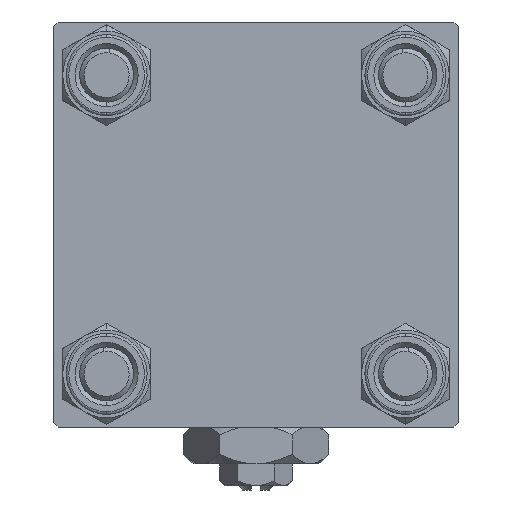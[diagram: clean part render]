
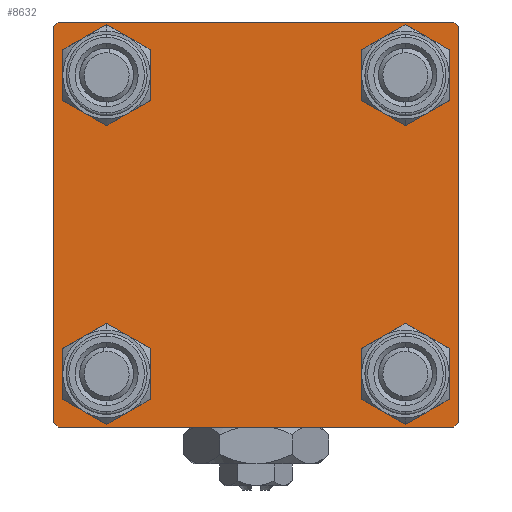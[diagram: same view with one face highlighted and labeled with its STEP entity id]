
A CAD part, left-side view. The second image highlights one B-rep face of the part: STEP entity #8632.
In plain terms, the highlighted planar face has unit normal (-1, 0, 0).
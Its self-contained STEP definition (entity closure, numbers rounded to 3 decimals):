
#27 = VECTOR ( 'NONE', #38181, 1000. ) ;
#1349 = DIRECTION ( 'NONE',  ( 0., 0., 1. ) ) ;
#1608 = VERTEX_POINT ( 'NONE', #27657 ) ;
#1734 = VERTEX_POINT ( 'NONE', #36608 ) ;
#1754 = CARTESIAN_POINT ( 'NONE',  ( 0., 22.5, 22.5 ) ) ;
#2071 = FACE_BOUND ( 'NONE', #8520, .T. ) ;
#2092 = VECTOR ( 'NONE', #14686, 1000. ) ;
#2340 = ORIENTED_EDGE ( 'NONE', *, *, #22667, .T. ) ;
#2369 = LINE ( 'NONE', #18487, #26336 ) ;
#2429 = CARTESIAN_POINT ( 'NONE',  ( 0., 16.6, 16.6 ) ) ;
#2932 = EDGE_LOOP ( 'NONE', ( #43727, #22617 ) ) ;
#3323 = CARTESIAN_POINT ( 'NONE',  ( 0., 16.6, 16.6 ) ) ;
#3520 = VECTOR ( 'NONE', #32352, 1000. ) ;
#4487 = ORIENTED_EDGE ( 'NONE', *, *, #48923, .F. ) ;
#4728 = AXIS2_PLACEMENT_3D ( 'NONE', #3323, #7542, #27617 ) ;
#4753 = DIRECTION ( 'NONE',  ( 0., -1., 0. ) ) ;
#4866 = VECTOR ( 'NONE', #4753, 1000. ) ;
#5310 = EDGE_CURVE ( 'NONE', #19321, #45821, #20229, .T. ) ;
#5703 = EDGE_CURVE ( 'NONE', #18138, #35811, #2369, .T. ) ;
#5850 = CARTESIAN_POINT ( 'NONE',  ( 0., -22., -22.5 ) ) ;
#5966 = AXIS2_PLACEMENT_3D ( 'NONE', #11053, #12097, #51924 ) ;
#6421 = CIRCLE ( 'NONE', #4728, 3.5 ) ;
#6549 = FACE_BOUND ( 'NONE', #2932, .T. ) ;
#7250 = EDGE_CURVE ( 'NONE', #35092, #1608, #44037, .T. ) ;
#7542 = DIRECTION ( 'NONE',  ( 1., 0., 0. ) ) ;
#7619 = VERTEX_POINT ( 'NONE', #25776 ) ;
#7657 = AXIS2_PLACEMENT_3D ( 'NONE', #2429, #49921, #21738 ) ;
#7914 = VERTEX_POINT ( 'NONE', #46254 ) ;
#7947 = CARTESIAN_POINT ( 'NONE',  ( 0., 22., -22.5 ) ) ;
#8042 = ORIENTED_EDGE ( 'NONE', *, *, #41214, .T. ) ;
#8520 = EDGE_LOOP ( 'NONE', ( #2340, #14452 ) ) ;
#8573 = CARTESIAN_POINT ( 'NONE',  ( 0., -22.5, -22. ) ) ;
#8632 = ADVANCED_FACE ( 'NONE', ( #26622, #18705, #6549, #2071, #23190 ), #35053, .T. ) ;
#8641 = VECTOR ( 'NONE', #47114, 1000. ) ;
#8728 = LINE ( 'NONE', #30649, #49201 ) ;
#8945 = CARTESIAN_POINT ( 'NONE',  ( 0., 22.5, -22. ) ) ;
#9327 = CIRCLE ( 'NONE', #5966, 3.5 ) ;
#9529 = VERTEX_POINT ( 'NONE', #17579 ) ;
#10442 = DIRECTION ( 'NONE',  ( 0., 0., 1. ) ) ;
#10612 = EDGE_CURVE ( 'NONE', #33119, #38168, #8728, .T. ) ;
#10968 = CARTESIAN_POINT ( 'NONE',  ( 0., 22.5, 22.5 ) ) ;
#11053 = CARTESIAN_POINT ( 'NONE',  ( 0., 16.6, -16.6 ) ) ;
#12097 = DIRECTION ( 'NONE',  ( 1., 0., 0. ) ) ;
#12773 = CARTESIAN_POINT ( 'NONE',  ( 0., -16.6, 13.1 ) ) ;
#12813 = CARTESIAN_POINT ( 'NONE',  ( 0., 16.6, -16.6 ) ) ;
#13282 = ORIENTED_EDGE ( 'NONE', *, *, #37287, .T. ) ;
#13304 = EDGE_LOOP ( 'NONE', ( #48460, #14962, #8042, #22840, #4487, #14479, #16090, #15808 ) ) ;
#13490 = EDGE_CURVE ( 'NONE', #23432, #1734, #50027, .T. ) ;
#14429 = CARTESIAN_POINT ( 'NONE',  ( 0., -22.5, 22.5 ) ) ;
#14452 = ORIENTED_EDGE ( 'NONE', *, *, #33831, .T. ) ;
#14479 = ORIENTED_EDGE ( 'NONE', *, *, #45929, .T. ) ;
#14686 = DIRECTION ( 'NONE',  ( 0., 0., -1. ) ) ;
#14962 = ORIENTED_EDGE ( 'NONE', *, *, #5310, .T. ) ;
#15608 = EDGE_CURVE ( 'NONE', #35811, #19321, #46589, .T. ) ;
#15808 = ORIENTED_EDGE ( 'NONE', *, *, #5703, .T. ) ;
#16090 = ORIENTED_EDGE ( 'NONE', *, *, #21269, .F. ) ;
#17210 = AXIS2_PLACEMENT_3D ( 'NONE', #18114, #50265, #10442 ) ;
#17579 = CARTESIAN_POINT ( 'NONE',  ( 0., 16.6, -20.1 ) ) ;
#17899 = EDGE_CURVE ( 'NONE', #37843, #9529, #33463, .T. ) ;
#18019 = DIRECTION ( 'NONE',  ( 0., 0., 1. ) ) ;
#18114 = CARTESIAN_POINT ( 'NONE',  ( 0., -16.6, 16.6 ) ) ;
#18138 = VERTEX_POINT ( 'NONE', #50835 ) ;
#18487 = CARTESIAN_POINT ( 'NONE',  ( 0., 22.25, 22.25 ) ) ;
#18705 = FACE_BOUND ( 'NONE', #52028, .T. ) ;
#18745 = CARTESIAN_POINT ( 'NONE',  ( 0., -22.25, 22.25 ) ) ;
#19321 = VERTEX_POINT ( 'NONE', #8945 ) ;
#20229 = LINE ( 'NONE', #40773, #3520 ) ;
#20925 = EDGE_CURVE ( 'NONE', #9529, #37843, #9327, .T. ) ;
#20963 = CARTESIAN_POINT ( 'NONE',  ( 0., -16.6, -13.1 ) ) ;
#21269 = EDGE_CURVE ( 'NONE', #18138, #7914, #34745, .T. ) ;
#21442 = DIRECTION ( 'NONE',  ( 1., 0., 0. ) ) ;
#21738 = DIRECTION ( 'NONE',  ( 0., 0., 1. ) ) ;
#22617 = ORIENTED_EDGE ( 'NONE', *, *, #20925, .T. ) ;
#22667 = EDGE_CURVE ( 'NONE', #7619, #32823, #42239, .T. ) ;
#22669 = CARTESIAN_POINT ( 'NONE',  ( 0., 0., 0. ) ) ;
#22774 = DIRECTION ( 'NONE',  ( 1., 0., 0. ) ) ;
#22840 = ORIENTED_EDGE ( 'NONE', *, *, #10612, .T. ) ;
#23073 = EDGE_LOOP ( 'NONE', ( #31455, #28696 ) ) ;
#23190 = FACE_OUTER_BOUND ( 'NONE', #13304, .T. ) ;
#23432 = VERTEX_POINT ( 'NONE', #12773 ) ;
#24828 = CARTESIAN_POINT ( 'NONE',  ( 0., 22.5, -22.5 ) ) ;
#24840 = DIRECTION ( 'NONE',  ( 0., -0.707, 0.707 ) ) ;
#25153 = CIRCLE ( 'NONE', #48690, 3.5 ) ;
#25776 = CARTESIAN_POINT ( 'NONE',  ( 0., 16.6, 20.1 ) ) ;
#25939 = CARTESIAN_POINT ( 'NONE',  ( 0., -16.6, 16.6 ) ) ;
#26336 = VECTOR ( 'NONE', #29316, 1000. ) ;
#26622 = FACE_BOUND ( 'NONE', #23073, .T. ) ;
#27590 = AXIS2_PLACEMENT_3D ( 'NONE', #12813, #40490, #28907 ) ;
#27617 = DIRECTION ( 'NONE',  ( 0., 0., 1. ) ) ;
#27657 = CARTESIAN_POINT ( 'NONE',  ( 0., -16.6, -20.1 ) ) ;
#27887 = VERTEX_POINT ( 'NONE', #50522 ) ;
#28696 = ORIENTED_EDGE ( 'NONE', *, *, #13490, .T. ) ;
#28907 = DIRECTION ( 'NONE',  ( 0., 0., 1. ) ) ;
#29316 = DIRECTION ( 'NONE',  ( 0., 0.707, -0.707 ) ) ;
#29793 = AXIS2_PLACEMENT_3D ( 'NONE', #22669, #51120, #38729 ) ;
#30649 = CARTESIAN_POINT ( 'NONE',  ( 0., -22.25, -22.25 ) ) ;
#31455 = ORIENTED_EDGE ( 'NONE', *, *, #42163, .T. ) ;
#32352 = DIRECTION ( 'NONE',  ( 0., -0.707, -0.707 ) ) ;
#32823 = VERTEX_POINT ( 'NONE', #48471 ) ;
#33119 = VERTEX_POINT ( 'NONE', #5850 ) ;
#33463 = CIRCLE ( 'NONE', #27590, 3.5 ) ;
#33513 = LINE ( 'NONE', #24828, #4866 ) ;
#33831 = EDGE_CURVE ( 'NONE', #32823, #7619, #6421, .T. ) ;
#34023 = CARTESIAN_POINT ( 'NONE',  ( 0., 16.6, -13.1 ) ) ;
#34613 = DIRECTION ( 'NONE',  ( 1., 0., 0. ) ) ;
#34745 = LINE ( 'NONE', #1754, #27 ) ;
#34903 = DIRECTION ( 'NONE',  ( 0., 0., 1. ) ) ;
#35053 = PLANE ( 'NONE',  #29793 ) ;
#35058 = AXIS2_PLACEMENT_3D ( 'NONE', #41465, #21442, #1349 ) ;
#35092 = VERTEX_POINT ( 'NONE', #20963 ) ;
#35344 = LINE ( 'NONE', #18745, #47971 ) ;
#35811 = VERTEX_POINT ( 'NONE', #46906 ) ;
#36465 = ORIENTED_EDGE ( 'NONE', *, *, #7250, .T. ) ;
#36608 = CARTESIAN_POINT ( 'NONE',  ( 0., -16.6, 20.1 ) ) ;
#37287 = EDGE_CURVE ( 'NONE', #1608, #35092, #47688, .T. ) ;
#37843 = VERTEX_POINT ( 'NONE', #34023 ) ;
#38168 = VERTEX_POINT ( 'NONE', #8573 ) ;
#38181 = DIRECTION ( 'NONE',  ( 0., -1., 0. ) ) ;
#38729 = DIRECTION ( 'NONE',  ( 0., 0., 1. ) ) ;
#39457 = LINE ( 'NONE', #14429, #8641 ) ;
#40490 = DIRECTION ( 'NONE',  ( 1., 0., 0. ) ) ;
#40773 = CARTESIAN_POINT ( 'NONE',  ( 0., 22.25, -22.25 ) ) ;
#41214 = EDGE_CURVE ( 'NONE', #45821, #33119, #33513, .T. ) ;
#41465 = CARTESIAN_POINT ( 'NONE',  ( 0., -16.6, -16.6 ) ) ;
#42163 = EDGE_CURVE ( 'NONE', #1734, #23432, #25153, .T. ) ;
#42239 = CIRCLE ( 'NONE', #7657, 3.5 ) ;
#43727 = ORIENTED_EDGE ( 'NONE', *, *, #17899, .T. ) ;
#44037 = CIRCLE ( 'NONE', #51611, 3.5 ) ;
#45821 = VERTEX_POINT ( 'NONE', #7947 ) ;
#45929 = EDGE_CURVE ( 'NONE', #27887, #7914, #35344, .T. ) ;
#46254 = CARTESIAN_POINT ( 'NONE',  ( 0., -22., 22.5 ) ) ;
#46589 = LINE ( 'NONE', #10968, #2092 ) ;
#46906 = CARTESIAN_POINT ( 'NONE',  ( 0., 22.5, 22. ) ) ;
#47114 = DIRECTION ( 'NONE',  ( 0., 0., -1. ) ) ;
#47688 = CIRCLE ( 'NONE', #35058, 3.5 ) ;
#47971 = VECTOR ( 'NONE', #51161, 1000. ) ;
#48460 = ORIENTED_EDGE ( 'NONE', *, *, #15608, .T. ) ;
#48471 = CARTESIAN_POINT ( 'NONE',  ( 0., 16.6, 13.1 ) ) ;
#48690 = AXIS2_PLACEMENT_3D ( 'NONE', #25939, #34613, #18019 ) ;
#48923 = EDGE_CURVE ( 'NONE', #27887, #38168, #39457, .T. ) ;
#49201 = VECTOR ( 'NONE', #24840, 1000. ) ;
#49921 = DIRECTION ( 'NONE',  ( 1., 0., 0. ) ) ;
#50027 = CIRCLE ( 'NONE', #17210, 3.5 ) ;
#50265 = DIRECTION ( 'NONE',  ( 1., 0., 0. ) ) ;
#50522 = CARTESIAN_POINT ( 'NONE',  ( 0., -22.5, 22. ) ) ;
#50835 = CARTESIAN_POINT ( 'NONE',  ( 0., 22., 22.5 ) ) ;
#51120 = DIRECTION ( 'NONE',  ( -1., 0., 0. ) ) ;
#51161 = DIRECTION ( 'NONE',  ( 0., 0.707, 0.707 ) ) ;
#51232 = CARTESIAN_POINT ( 'NONE',  ( 0., -16.6, -16.6 ) ) ;
#51611 = AXIS2_PLACEMENT_3D ( 'NONE', #51232, #22774, #34903 ) ;
#51924 = DIRECTION ( 'NONE',  ( 0., 0., 1. ) ) ;
#52028 = EDGE_LOOP ( 'NONE', ( #36465, #13282 ) ) ;
